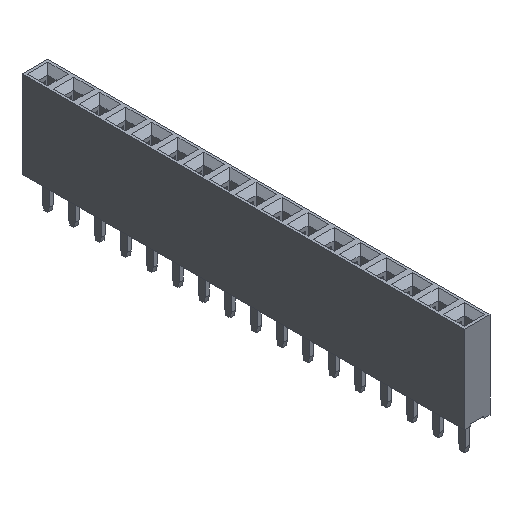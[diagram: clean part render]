
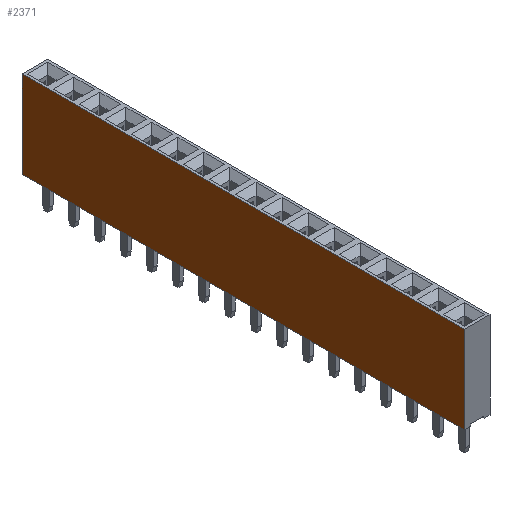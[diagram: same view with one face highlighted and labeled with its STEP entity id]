
A CAD part, isometric view. The second image highlights one B-rep face of the part: STEP entity #2371.
In plain terms, the highlighted planar face has unit normal (-1, 0, 0).
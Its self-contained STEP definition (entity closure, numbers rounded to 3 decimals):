
#905 = VERTEX_POINT('',#906);
#906 = CARTESIAN_POINT('',(-1.25,1.27,0.));
#914 = EDGE_CURVE('',#905,#915,#917,.T.);
#915 = VERTEX_POINT('',#916);
#916 = CARTESIAN_POINT('',(-1.25,1.27,8.5));
#917 = LINE('',#918,#919);
#918 = CARTESIAN_POINT('',(-1.25,1.27,0.));
#919 = VECTOR('',#920,1.);
#920 = DIRECTION('',(0.,0.,1.));
#995 = EDGE_CURVE('',#996,#905,#998,.T.);
#996 = VERTEX_POINT('',#997);
#997 = CARTESIAN_POINT('',(-1.25,-41.91,0.));
#998 = LINE('',#999,#1000);
#999 = CARTESIAN_POINT('',(-1.25,-41.91,0.));
#1000 = VECTOR('',#1001,1.);
#1001 = DIRECTION('',(0.,1.,0.));
#1774 = EDGE_CURVE('',#1775,#915,#1777,.T.);
#1775 = VERTEX_POINT('',#1776);
#1776 = CARTESIAN_POINT('',(-1.25,-41.91,8.5));
#1777 = LINE('',#1778,#1779);
#1778 = CARTESIAN_POINT('',(-1.25,-41.91,8.5));
#1779 = VECTOR('',#1780,1.);
#1780 = DIRECTION('',(0.,1.,0.));
#2371 = ADVANCED_FACE('',(#2372),#2383,.T.);
#2372 = FACE_BOUND('',#2373,.T.);
#2373 = EDGE_LOOP('',(#2374,#2380,#2381,#2382));
#2374 = ORIENTED_EDGE('',*,*,#2375,.T.);
#2375 = EDGE_CURVE('',#996,#1775,#2376,.T.);
#2376 = LINE('',#2377,#2378);
#2377 = CARTESIAN_POINT('',(-1.25,-41.91,0.));
#2378 = VECTOR('',#2379,1.);
#2379 = DIRECTION('',(0.,0.,1.));
#2380 = ORIENTED_EDGE('',*,*,#1774,.T.);
#2381 = ORIENTED_EDGE('',*,*,#914,.F.);
#2382 = ORIENTED_EDGE('',*,*,#995,.F.);
#2383 = PLANE('',#2384);
#2384 = AXIS2_PLACEMENT_3D('',#2385,#2386,#2387);
#2385 = CARTESIAN_POINT('',(-1.25,-41.91,0.));
#2386 = DIRECTION('',(-1.,0.,0.));
#2387 = DIRECTION('',(0.,1.,0.));
